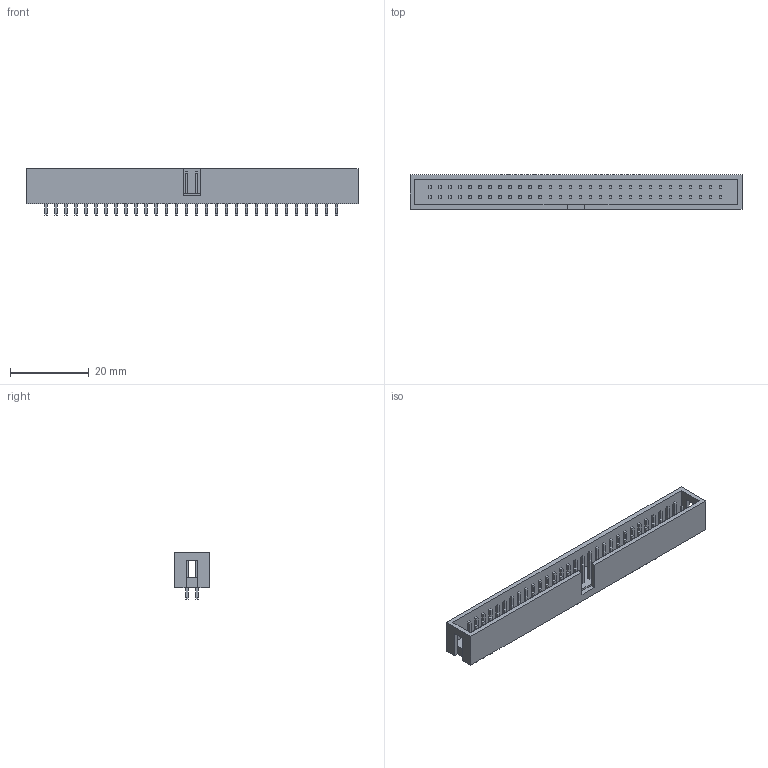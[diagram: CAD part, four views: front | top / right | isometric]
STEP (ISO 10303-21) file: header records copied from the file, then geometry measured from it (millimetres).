
FILE_DESCRIPTION (( 'STEP AP214' ), '1' );
FILE_NAME ('IDC_30X2.STEP', '2023-09-29T15:56:27', ( '' ), ( '' ), 'SwSTEP 2.0', 'SolidWorks 2016', '' );
FILE_SCHEMA (( 'AUTOMOTIVE_DESIGN' ));
Length unit declared in the file: millimetre
Products named in the file (1): IDC_30X2
Bounding box: 84.14 x 8.8 x 11.8 mm (x, y, z)
Volume: 3358.9 mm3; surface area: 5501 mm2
Topology: 1 solids, 1 shells, 1104 faces, 2472 edges, 1486 vertices
Faces by surface type: plane 1104
Entity records: 41534 total; most frequent: CARTESIAN_POINT 5063, ORIENTED_EDGE 4944, DIRECTION 4682, EDGE_CURVE 2472, LINE 2472, VECTOR 2472, VERTEX_POINT 1486, EDGE_LOOP 1224
